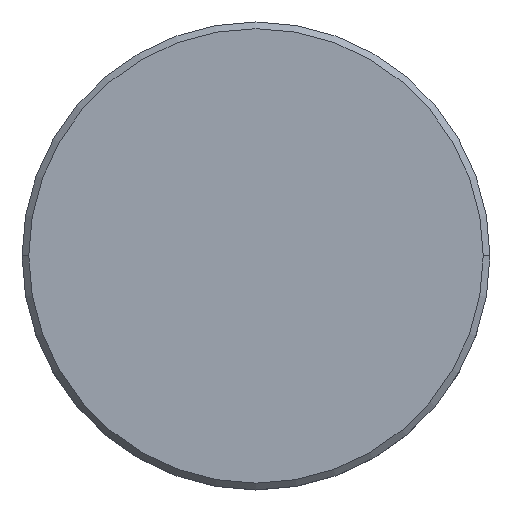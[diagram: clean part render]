
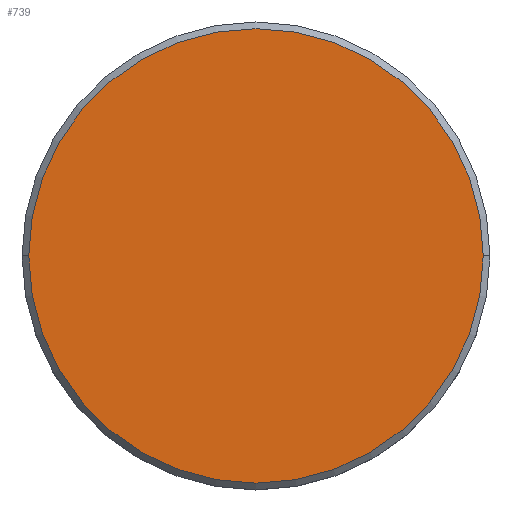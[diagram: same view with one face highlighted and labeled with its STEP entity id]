
A CAD part, top view. The second image highlights one B-rep face of the part: STEP entity #739.
In plain terms, the highlighted planar face has unit normal (0, 0, 1).
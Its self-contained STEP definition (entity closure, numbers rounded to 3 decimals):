
#65 = CARTESIAN_POINT ( 'NONE',  ( 0., 0., 0. ) ) ;
#66 = DIRECTION ( 'NONE',  ( 1., 0., 0. ) ) ;
#69 = ORIENTED_EDGE ( 'NONE', *, *, #447, .T. ) ;
#293 = CIRCLE ( 'NONE', #952, 17. ) ;
#302 = EDGE_LOOP ( 'NONE', ( #69, #893 ) ) ;
#330 = AXIS2_PLACEMENT_3D ( 'NONE', #65, #960, #796 ) ;
#359 = CARTESIAN_POINT ( 'NONE',  ( 0., 0., 0. ) ) ;
#400 = FACE_OUTER_BOUND ( 'NONE', #302, .T. ) ;
#447 = EDGE_CURVE ( 'NONE', #1134, #679, #293, .T. ) ;
#500 = CARTESIAN_POINT ( 'NONE',  ( 17., 0., 0. ) ) ;
#532 = DIRECTION ( 'NONE',  ( 0., 0., 1. ) ) ;
#571 = CIRCLE ( 'NONE', #901, 17. ) ;
#586 = PLANE ( 'NONE',  #330 ) ;
#603 = DIRECTION ( 'NONE',  ( 0., 0., 1. ) ) ;
#613 = DIRECTION ( 'NONE',  ( 1., 0., 0. ) ) ;
#679 = VERTEX_POINT ( 'NONE', #500 ) ;
#739 = ADVANCED_FACE ( 'NONE', ( #400 ), #586, .T. ) ;
#775 = CARTESIAN_POINT ( 'NONE',  ( 0., 0., 0. ) ) ;
#790 = EDGE_CURVE ( 'NONE', #679, #1134, #571, .T. ) ;
#796 = DIRECTION ( 'NONE',  ( 1., 0., 0. ) ) ;
#893 = ORIENTED_EDGE ( 'NONE', *, *, #790, .T. ) ;
#901 = AXIS2_PLACEMENT_3D ( 'NONE', #775, #603, #613 ) ;
#952 = AXIS2_PLACEMENT_3D ( 'NONE', #359, #532, #66 ) ;
#960 = DIRECTION ( 'NONE',  ( 0., 0., 1. ) ) ;
#1032 = CARTESIAN_POINT ( 'NONE',  ( -17., 0., 0. ) ) ;
#1134 = VERTEX_POINT ( 'NONE', #1032 ) ;
